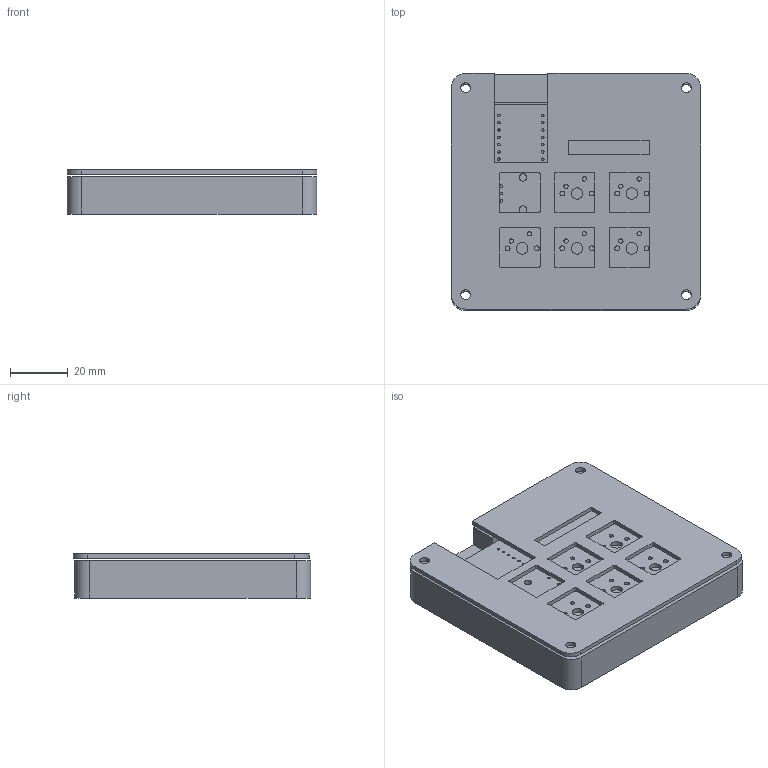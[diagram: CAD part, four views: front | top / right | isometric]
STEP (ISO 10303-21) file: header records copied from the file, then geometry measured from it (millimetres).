
FILE_DESCRIPTION(/* description */ (''),/* implementation_level */ '2;1');
FILE_NAME(/* name */ 'tarina''s gamerpad assembled.step',/* time_stamp */ '2025-12-30T02:55:54Z',/* author */ (''),/* organization */ (''),/* preprocessor_version */ 'ST-DEVELOPER v20.1',/* originating_system */ 'Autodesk Translation Framework v14.21.0.0',/* authorisation */ '');
FILE_SCHEMA (('AUTOMOTIVE_DESIGN { 1 0 10303 214 3 1 1 }'));
Length unit declared in the file: millimetre
Products named in the file (5): 2025-12-29-21-00-37-538; 2025-12-29-21-39-49-631; 2025-12-29-23-22-19-227; gamerpad 1; gamerpad_PCB
Assembly tree (2 placements, depth 3):
  2025-12-29-21-00-37-538
    gamerpad 1
      gamerpad_PCB
  2025-12-29-21-39-49-631
  2025-12-29-23-22-19-227
Bounding box: 86.73 x 82.43 x 15.32 mm (x, y, z)
Volume: 61180.3 mm3; surface area: 41824.8 mm2
Topology: 3 solids, 3 shells, 539 faces, 1515 edges, 1010 vertices
Faces by surface type: bspline 281, plane 168, cylinder 90
Full cylindrical faces by diameter (mm): 0.889 x14, 1 x5, 1.5 x10, 1.7 x10, 2.6 x2, 3.4 x8, 4 x5, 6 x4
Entity records: 20387 total; most frequent: CARTESIAN_POINT 7850, ORIENTED_EDGE 3030, DIRECTION 1667, EDGE_CURVE 1515, VERTEX_POINT 1010, LINE 773, VECTOR 773, EDGE_LOOP 689
